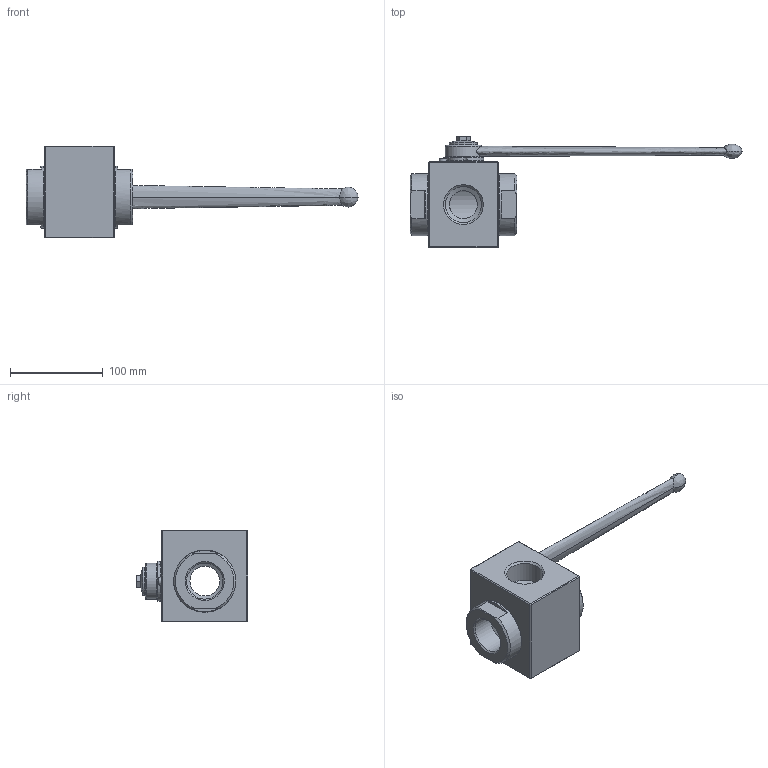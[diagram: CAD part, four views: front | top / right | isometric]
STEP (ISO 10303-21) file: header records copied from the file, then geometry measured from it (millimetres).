
FILE_DESCRIPTION(/* description */ ('Unknown','CAx-IF Rec.Pracs.---Representation and Presentation of Product Manufacturing Information (PMI)---4.0---2014-10-13','CAx-IF Rec.Pracs.---3D Tessellated Geometry---0.4---2014-09-14','2;1'),/* implementation_level */ '2;1');
FILE_NAME(/* name */ '4530_9630-07',/* time_stamp */ '2024-02-21T13:34:30+01:00',/* author */ ('Unknown'),/* organization */ ('Unknown'),/* preprocessor_version */ 'ST-DEVELOPER v18.102',/* originating_system */ 'Solid Edge',/* authorisation */ 'Unknown');
FILE_SCHEMA (('AP242_MANAGED_MODEL_BASED_3D_ENGINEERING_MIM_LF { 1 0 10303 442 1 1 4 }'));
Length unit declared in the file: millimetre
Products named in the file (2): 4530_9630-07; GB3GGT6
Assembly tree (1 placements, depth 2):
  4530_9630-07
    GB3GGT6
Bounding box: 357.8 x 120.5 x 99 mm (x, y, z)
Volume: 674984.9 mm3; surface area: 120312.3 mm2
Topology: 10 solids, 10 shells, 278 faces, 635 edges, 381 vertices
Faces by surface type: plane 99, cylinder 73, cone 62, torus 30, sphere 8, bspline 6
Full cylindrical faces by diameter (mm): 8 x3, 8.25 x1, 22 x1, 24 x2, 25 x1, 30 x4, 32 x2, 38.952 x3, 39 x1, 45 x2, 53.9 x3, 54.5 x2, 56.2 x2, 58 x2, 58.5 x4, 63.5 x2, 67 x2
Entity records: 8648 total; most frequent: CARTESIAN_POINT 1672, DIRECTION 1280, ORIENTED_EDGE 1034, AXIS2_PLACEMENT_3D 559, EDGE_CURVE 517, FACE_BOUND 396, EDGE_LOOP 395, VERTEX_POINT 359
